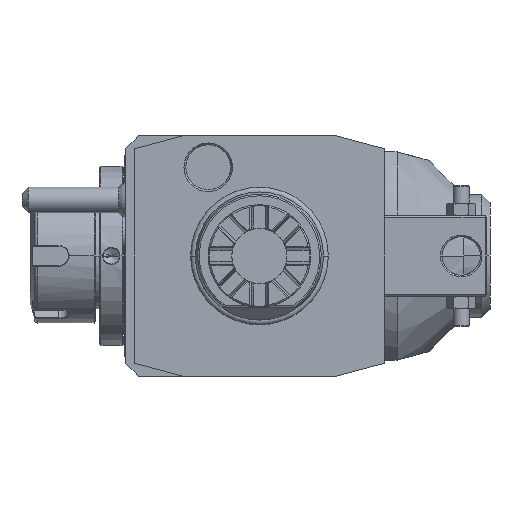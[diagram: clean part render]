
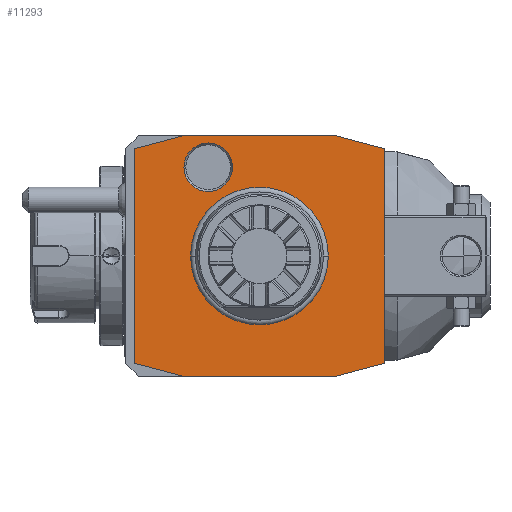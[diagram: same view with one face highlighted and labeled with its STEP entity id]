
A CAD part, front view. The second image highlights one B-rep face of the part: STEP entity #11293.
In plain terms, the highlighted planar face has unit normal (0, -1, 0).
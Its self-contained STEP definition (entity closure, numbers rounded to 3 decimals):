
#1=DIRECTION('',(-0.966,0.,0.259));
#2=VECTOR('',#1,15.529);
#3=CARTESIAN_POINT('',(39.,0.,33.481));
#4=LINE('',#3,#2);
#5=DIRECTION('',(0.,0.,1.));
#6=VECTOR('',#5,66.962);
#7=CARTESIAN_POINT('',(39.,0.,-33.481));
#8=LINE('',#7,#6);
#9=DIRECTION('',(0.966,0.,0.259));
#10=VECTOR('',#9,15.529);
#11=CARTESIAN_POINT('',(24.,0.,-37.5));
#12=LINE('',#11,#10);
#13=DIRECTION('',(1.,0.,0.));
#14=VECTOR('',#13,48.);
#15=CARTESIAN_POINT('',(-24.,0.,-37.5));
#16=LINE('',#15,#14);
#17=DIRECTION('',(0.966,0.,-0.259));
#18=VECTOR('',#17,15.529);
#19=CARTESIAN_POINT('',(-39.,0.,-33.481));
#20=LINE('',#19,#18);
#21=DIRECTION('',(0.,0.,-1.));
#22=VECTOR('',#21,66.962);
#23=CARTESIAN_POINT('',(-39.,0.,33.481));
#24=LINE('',#23,#22);
#25=DIRECTION('',(-0.966,0.,-0.259));
#26=VECTOR('',#25,15.529);
#27=CARTESIAN_POINT('',(-24.,0.,37.5));
#28=LINE('',#27,#26);
#29=DIRECTION('',(-1.,0.,0.));
#30=VECTOR('',#29,48.);
#31=CARTESIAN_POINT('',(24.,0.,37.5));
#32=LINE('',#31,#30);
#33=CARTESIAN_POINT('',(-16.,0.,27.713));
#34=DIRECTION('',(0.,1.,0.));
#35=DIRECTION('',(-1.,0.,0.));
#36=AXIS2_PLACEMENT_3D('',#33,#34,#35);
#38=CARTESIAN_POINT('',(-16.,0.,27.713));
#39=DIRECTION('',(0.,1.,0.));
#40=DIRECTION('',(1.,0.,0.));
#41=AXIS2_PLACEMENT_3D('',#38,#39,#40);
#7397=CARTESIAN_POINT('',(0.,0.,0.));
#7398=DIRECTION('',(0.,-1.,0.));
#7399=DIRECTION('',(1.,0.,0.));
#7400=AXIS2_PLACEMENT_3D('',#7397,#7398,#7399);
#7402=CARTESIAN_POINT('',(0.,0.,0.));
#7403=DIRECTION('',(0.,-1.,0.));
#7404=DIRECTION('',(-1.,0.,0.));
#7405=AXIS2_PLACEMENT_3D('',#7402,#7403,#7404);
#10079=CARTESIAN_POINT('',(-23.577,0.,
27.713));
#10080=CARTESIAN_POINT('',(-8.423,0.,
27.713));
#10081=VERTEX_POINT('',#10079);
#10082=VERTEX_POINT('',#10080);
#10995=CARTESIAN_POINT('',(39.,0.,33.481));
#10996=CARTESIAN_POINT('',(24.,0.,37.5));
#10997=VERTEX_POINT('',#10995);
#10998=VERTEX_POINT('',#10996);
#10999=CARTESIAN_POINT('',(-24.,0.,37.5));
#11000=VERTEX_POINT('',#10999);
#11001=CARTESIAN_POINT('',(-39.,0.,33.481));
#11002=VERTEX_POINT('',#11001);
#11003=CARTESIAN_POINT('',(-39.,0.,-33.481));
#11004=VERTEX_POINT('',#11003);
#11005=CARTESIAN_POINT('',(-24.,0.,-37.5));
#11006=VERTEX_POINT('',#11005);
#11007=CARTESIAN_POINT('',(24.,0.,-37.5));
#11008=VERTEX_POINT('',#11007);
#11009=CARTESIAN_POINT('',(39.,0.,-33.481));
#11010=VERTEX_POINT('',#11009);
#11126=CARTESIAN_POINT('',(21.137,0.,0.));
#11127=CARTESIAN_POINT('',(-21.137,0.,0.));
#11128=VERTEX_POINT('',#11126);
#11129=VERTEX_POINT('',#11127);
#11258=CARTESIAN_POINT('',(0.,0.,0.));
#11259=DIRECTION('',(0.,-1.,0.));
#11260=DIRECTION('',(-1.,0.,0.));
#11261=AXIS2_PLACEMENT_3D('',#11258,#11259,#11260);
#11262=PLANE('',#11261);
#11264=ORIENTED_EDGE('',*,*,#11263,.F.);
#11266=ORIENTED_EDGE('',*,*,#11265,.F.);
#11268=ORIENTED_EDGE('',*,*,#11267,.F.);
#11270=ORIENTED_EDGE('',*,*,#11269,.F.);
#11272=ORIENTED_EDGE('',*,*,#11271,.F.);
#11274=ORIENTED_EDGE('',*,*,#11273,.F.);
#11276=ORIENTED_EDGE('',*,*,#11275,.F.);
#11278=ORIENTED_EDGE('',*,*,#11277,.F.);
#11279=EDGE_LOOP('',(#11264,#11266,#11268,#11270,#11272,#11274,#11276,#11278));
#11280=FACE_OUTER_BOUND('',#11279,.F.);
#11282=ORIENTED_EDGE('',*,*,#11281,.T.);
#11284=ORIENTED_EDGE('',*,*,#11283,.T.);
#11285=EDGE_LOOP('',(#11282,#11284));
#11286=FACE_BOUND('',#11285,.F.);
#11288=ORIENTED_EDGE('',*,*,#11287,.F.);
#11290=ORIENTED_EDGE('',*,*,#11289,.F.);
#11291=EDGE_LOOP('',(#11288,#11290));
#11292=FACE_BOUND('',#11291,.F.);
#37=CIRCLE('',#36,7.577);
#42=CIRCLE('',#41,7.577);
#7401=CIRCLE('',#7400,21.137);
#7406=CIRCLE('',#7405,21.137);
#11263=EDGE_CURVE('',#10997,#10998,#4,.T.);
#11265=EDGE_CURVE('',#11010,#10997,#8,.T.);
#11267=EDGE_CURVE('',#11008,#11010,#12,.T.);
#11269=EDGE_CURVE('',#11006,#11008,#16,.T.);
#11271=EDGE_CURVE('',#11004,#11006,#20,.T.);
#11273=EDGE_CURVE('',#11002,#11004,#24,.T.);
#11275=EDGE_CURVE('',#11000,#11002,#28,.T.);
#11277=EDGE_CURVE('',#10998,#11000,#32,.T.);
#11281=EDGE_CURVE('',#11128,#11129,#7401,.T.);
#11283=EDGE_CURVE('',#11129,#11128,#7406,.T.);
#11287=EDGE_CURVE('',#10081,#10082,#37,.T.);
#11289=EDGE_CURVE('',#10082,#10081,#42,.T.);
#11293=ADVANCED_FACE('',(#11280,#11286,#11292),#11262,.T.);
